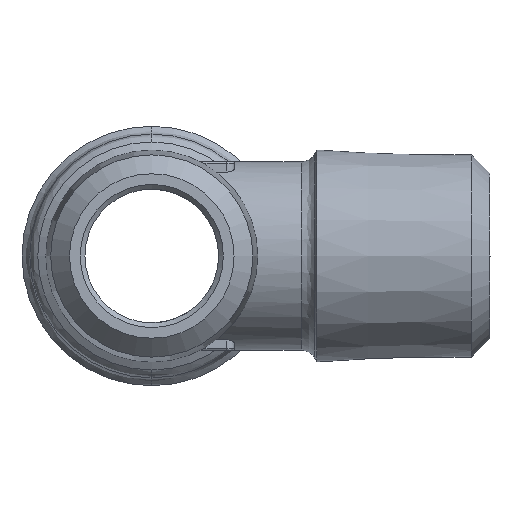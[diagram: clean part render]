
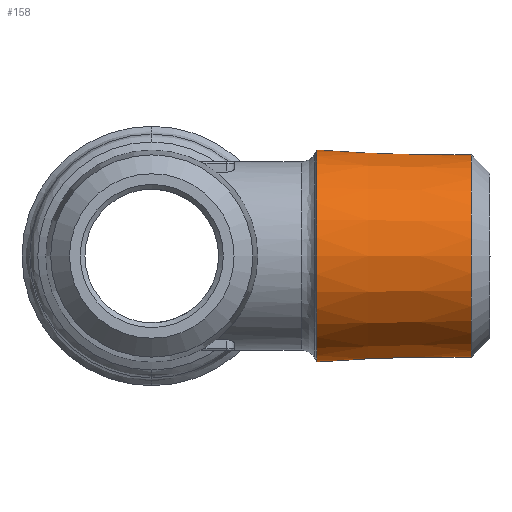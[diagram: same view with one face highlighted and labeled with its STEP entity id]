
A CAD part, left-side view. The second image highlights one B-rep face of the part: STEP entity #158.
In plain terms, the highlighted conical face has half-angle 1.79 degrees and reference radius 6.735 mm.
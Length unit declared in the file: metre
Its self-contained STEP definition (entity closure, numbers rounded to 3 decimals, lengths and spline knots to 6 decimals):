
#158 = ADVANCED_FACE( 'NONE', ( #430, #431 ), #432, .T. );
#430 = FACE_OUTER_BOUND( '', #903, .T. );
#431 = FACE_BOUND( '', #904, .T. );
#432 = CONICAL_SURFACE( '', #905, 0.006735, 0.031 );
#903 = EDGE_LOOP( '', ( #2225 ) );
#904 = EDGE_LOOP( '', ( #2226 ) );
#905 = AXIS2_PLACEMENT_3D( '', #2227, #2228, #2229 );
#2225 = ORIENTED_EDGE( '', *, *, #3163, .T. );
#2226 = ORIENTED_EDGE( '', *, *, #3164, .F. );
#2227 = CARTESIAN_POINT( '', ( 0., -0.010502, 0. ) );
#2228 = DIRECTION( '', ( 0., 1., 0. ) );
#2229 = DIRECTION( '', ( -1., 0., 0. ) );
#3163 = EDGE_CURVE( 'NONE', #3590, #3590, #3591, .T. );
#3164 = EDGE_CURVE( 'NONE', #3592, #3592, #3593, .T. );
#3590 = VERTEX_POINT( '', #4201 );
#3591 = CIRCLE( '', #4202, 0.006735 );
#3592 = VERTEX_POINT( '', #4203 );
#3593 = CIRCLE( '', #4204, 0.006428 );
#4201 = CARTESIAN_POINT( '', ( -0.006735, -0.010502, 0. ) );
#4202 = AXIS2_PLACEMENT_3D( '', #5499, #5500, #5501 );
#4203 = CARTESIAN_POINT( '', ( -0.006428, -0.0203, 0. ) );
#4204 = AXIS2_PLACEMENT_3D( '', #5502, #5503, #5504 );
#5499 = CARTESIAN_POINT( '', ( 0., -0.010502, 0. ) );
#5500 = DIRECTION( '', ( 0., -1., 0. ) );
#5501 = DIRECTION( '', ( -1., 0., 0. ) );
#5502 = CARTESIAN_POINT( '', ( 0., -0.0203, 0. ) );
#5503 = DIRECTION( '', ( 0., -1., 0. ) );
#5504 = DIRECTION( '', ( -1., 0., 0. ) );
